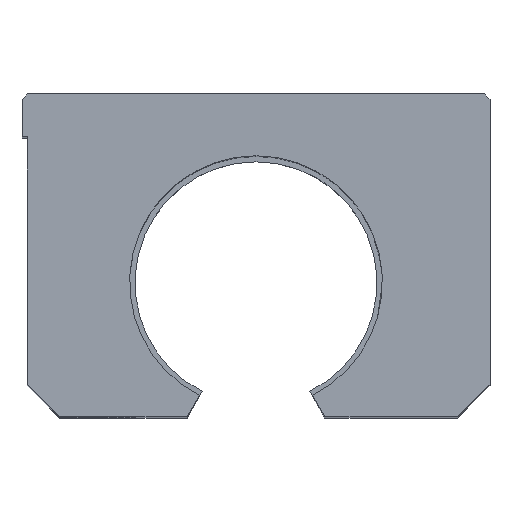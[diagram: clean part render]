
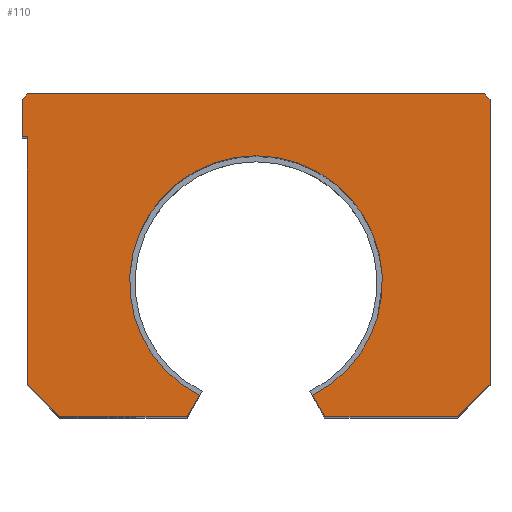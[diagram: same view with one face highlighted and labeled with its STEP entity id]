
A CAD part, top view. The second image highlights one B-rep face of the part: STEP entity #110.
In plain terms, the highlighted planar face has unit normal (0, 0, 1).
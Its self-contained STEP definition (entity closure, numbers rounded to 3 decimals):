
#110 = ADVANCED_FACE( '', ( #220 ), #221, .T. );
#220 = FACE_OUTER_BOUND( '', #371, .T. );
#221 = PLANE( '', #372 );
#371 = EDGE_LOOP( '', ( #707, #708, #709, #710, #711, #712, #713, #714, #715, #716, #717, #718, #719, #720, #721 ) );
#372 = AXIS2_PLACEMENT_3D( '', #722, #723, #724 );
#707 = ORIENTED_EDGE( '', *, *, #1079, .T. );
#708 = ORIENTED_EDGE( '', *, *, #1095, .F. );
#709 = ORIENTED_EDGE( '', *, *, #1096, .F. );
#710 = ORIENTED_EDGE( '', *, *, #1097, .F. );
#711 = ORIENTED_EDGE( '', *, *, #1098, .F. );
#712 = ORIENTED_EDGE( '', *, *, #1099, .F. );
#713 = ORIENTED_EDGE( '', *, *, #1100, .F. );
#714 = ORIENTED_EDGE( '', *, *, #1101, .F. );
#715 = ORIENTED_EDGE( '', *, *, #1102, .F. );
#716 = ORIENTED_EDGE( '', *, *, #1103, .F. );
#717 = ORIENTED_EDGE( '', *, *, #1104, .F. );
#718 = ORIENTED_EDGE( '', *, *, #1105, .F. );
#719 = ORIENTED_EDGE( '', *, *, #1090, .T. );
#720 = ORIENTED_EDGE( '', *, *, #1025, .T. );
#721 = ORIENTED_EDGE( '', *, *, #1094, .T. );
#722 = CARTESIAN_POINT( '', ( 0., 0., 152. ) );
#723 = DIRECTION( '', ( 0., 0., 1. ) );
#724 = DIRECTION( '', ( 1., 0., 0. ) );
#1025 = EDGE_CURVE( '', #1226, #1223, #1227, .T. );
#1079 = EDGE_CURVE( '', #1316, #1313, #1317, .T. );
#1090 = EDGE_CURVE( '', #1330, #1226, #1335, .T. );
#1094 = EDGE_CURVE( '', #1223, #1316, #1339, .T. );
#1095 = EDGE_CURVE( '', #1340, #1313, #1341, .T. );
#1096 = EDGE_CURVE( '', #1342, #1340, #1343, .T. );
#1097 = EDGE_CURVE( '', #1344, #1342, #1345, .T. );
#1098 = EDGE_CURVE( '', #1346, #1344, #1347, .T. );
#1099 = EDGE_CURVE( '', #1348, #1346, #1349, .T. );
#1100 = EDGE_CURVE( '', #1350, #1348, #1351, .T. );
#1101 = EDGE_CURVE( '', #1352, #1350, #1353, .T. );
#1102 = EDGE_CURVE( '', #1354, #1352, #1355, .T. );
#1103 = EDGE_CURVE( '', #1356, #1354, #1357, .T. );
#1104 = EDGE_CURVE( '', #1358, #1356, #1359, .T. );
#1105 = EDGE_CURVE( '', #1330, #1358, #1360, .T. );
#1223 = VERTEX_POINT( '', #1588 );
#1226 = VERTEX_POINT( '', #1592 );
#1227 = CIRCLE( '', #1593, 23.5 );
#1313 = VERTEX_POINT( '', #1824 );
#1316 = VERTEX_POINT( '', #1828 );
#1317 = LINE( '', #1829, #1830 );
#1330 = VERTEX_POINT( '', #1849 );
#1335 = LINE( '', #1858, #1859 );
#1339 = CIRCLE( '', #1863, 23.5 );
#1340 = VERTEX_POINT( '', #1864 );
#1341 = LINE( '', #1865, #1866 );
#1342 = VERTEX_POINT( '', #1867 );
#1343 = LINE( '', #1868, #1869 );
#1344 = VERTEX_POINT( '', #1870 );
#1345 = LINE( '', #1871, #1872 );
#1346 = VERTEX_POINT( '', #1873 );
#1347 = LINE( '', #1874, #1875 );
#1348 = VERTEX_POINT( '', #1876 );
#1349 = LINE( '', #1877, #1878 );
#1350 = VERTEX_POINT( '', #1879 );
#1351 = LINE( '', #1880, #1881 );
#1352 = VERTEX_POINT( '', #1882 );
#1353 = LINE( '', #1883, #1884 );
#1354 = VERTEX_POINT( '', #1885 );
#1355 = LINE( '', #1886, #1887 );
#1356 = VERTEX_POINT( '', #1888 );
#1357 = LINE( '', #1889, #1890 );
#1358 = VERTEX_POINT( '', #1891 );
#1359 = LINE( '', #1892, #1893 );
#1360 = LINE( '', #1894, #1895 );
#1588 = CARTESIAN_POINT( '', ( 0., 48.5, 152. ) );
#1592 = CARTESIAN_POINT( '', ( -10.5, 3.976, 152. ) );
#1593 = AXIS2_PLACEMENT_3D( '', #2087, #2088, #2089 );
#1824 = CARTESIAN_POINT( '', ( 12.796, 0., 152. ) );
#1828 = CARTESIAN_POINT( '', ( 10.5, 3.976, 152. ) );
#1829 = CARTESIAN_POINT( '', ( 11.485, 2.27, 152. ) );
#1830 = VECTOR( '', #2193, 1. );
#1849 = CARTESIAN_POINT( '', ( -12.796, 0., 152. ) );
#1858 = CARTESIAN_POINT( '', ( -4.798, 13.852, 152. ) );
#1859 = VECTOR( '', #2204, 1. );
#1863 = AXIS2_PLACEMENT_3D( '', #2214, #2215, #2216 );
#1864 = CARTESIAN_POINT( '', ( 37.5, 0., 152. ) );
#1865 = CARTESIAN_POINT( '', ( -36.5, 0., 152. ) );
#1866 = VECTOR( '', #2217, 1. );
#1867 = CARTESIAN_POINT( '', ( 43.5, 6., 152. ) );
#1868 = CARTESIAN_POINT( '', ( 37.5, 0., 152. ) );
#1869 = VECTOR( '', #2218, 1. );
#1870 = CARTESIAN_POINT( '', ( 43.5, 59., 152. ) );
#1871 = CARTESIAN_POINT( '', ( 43.5, 6., 152. ) );
#1872 = VECTOR( '', #2219, 1. );
#1873 = CARTESIAN_POINT( '', ( 42.5, 60., 152. ) );
#1874 = CARTESIAN_POINT( '', ( 43.5, 59., 152. ) );
#1875 = VECTOR( '', #2220, 1. );
#1876 = CARTESIAN_POINT( '', ( -42.5, 60., 152. ) );
#1877 = CARTESIAN_POINT( '', ( 42.5, 60., 152. ) );
#1878 = VECTOR( '', #2221, 1. );
#1879 = CARTESIAN_POINT( '', ( -43.5, 59., 152. ) );
#1880 = CARTESIAN_POINT( '', ( -42.5, 60., 152. ) );
#1881 = VECTOR( '', #2222, 1. );
#1882 = CARTESIAN_POINT( '', ( -43.5, 52., 152. ) );
#1883 = CARTESIAN_POINT( '', ( -43.5, 59., 152. ) );
#1884 = VECTOR( '', #2223, 1. );
#1885 = CARTESIAN_POINT( '', ( -42.5, 52., 152. ) );
#1886 = CARTESIAN_POINT( '', ( -43.5, 52., 152. ) );
#1887 = VECTOR( '', #2224, 1. );
#1888 = CARTESIAN_POINT( '', ( -42.5, 6., 152. ) );
#1889 = CARTESIAN_POINT( '', ( -42.5, 52., 152. ) );
#1890 = VECTOR( '', #2225, 1. );
#1891 = CARTESIAN_POINT( '', ( -36.5, 0., 152. ) );
#1892 = CARTESIAN_POINT( '', ( -42.5, 6., 152. ) );
#1893 = VECTOR( '', #2226, 1. );
#1894 = CARTESIAN_POINT( '', ( -36.5, 0., 152. ) );
#1895 = VECTOR( '', #2227, 1. );
#2087 = CARTESIAN_POINT( '', ( 0., 25., 152. ) );
#2088 = DIRECTION( '', ( 0., 0., -1. ) );
#2089 = DIRECTION( '', ( 0., 1., 0. ) );
#2193 = DIRECTION( '', ( 0.5, -0.866, 0. ) );
#2204 = DIRECTION( '', ( 0.5, 0.866, 0. ) );
#2214 = CARTESIAN_POINT( '', ( 0., 25., 152. ) );
#2215 = DIRECTION( '', ( 0., 0., -1. ) );
#2216 = DIRECTION( '', ( 0., 1., 0. ) );
#2217 = DIRECTION( '', ( -1., 0., 0. ) );
#2218 = DIRECTION( '', ( -0.707, -0.707, 0. ) );
#2219 = DIRECTION( '', ( 0., -1., 0. ) );
#2220 = DIRECTION( '', ( 0.707, -0.707, 0. ) );
#2221 = DIRECTION( '', ( 1., 0., 0. ) );
#2222 = DIRECTION( '', ( 0.707, 0.707, 0. ) );
#2223 = DIRECTION( '', ( 0., 1., 0. ) );
#2224 = DIRECTION( '', ( -1., 0., 0. ) );
#2225 = DIRECTION( '', ( 0., 1., 0. ) );
#2226 = DIRECTION( '', ( -0.707, 0.707, 0. ) );
#2227 = DIRECTION( '', ( -1., 0., 0. ) );
